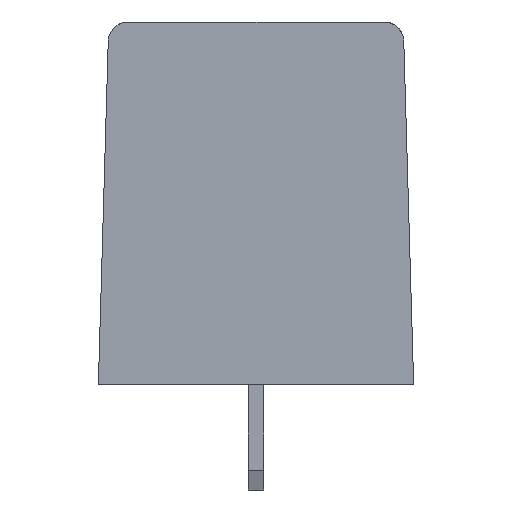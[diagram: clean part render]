
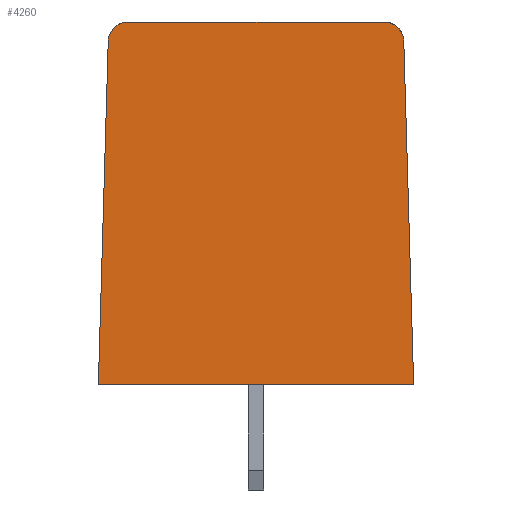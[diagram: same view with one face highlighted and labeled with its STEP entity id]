
A CAD part, left-side view. The second image highlights one B-rep face of the part: STEP entity #4260.
In plain terms, the highlighted planar face has unit normal (-1, 0, 0).
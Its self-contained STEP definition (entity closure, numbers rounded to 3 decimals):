
#4128 = VERTEX_POINT('',#4129);
#4129 = CARTESIAN_POINT('',(-0.625,6.5,18.4));
#4135 = EDGE_CURVE('',#4128,#4136,#4138,.T.);
#4136 = VERTEX_POINT('',#4137);
#4137 = CARTESIAN_POINT('',(-0.625,-6.5,18.4));
#4138 = LINE('',#4139,#4140);
#4139 = CARTESIAN_POINT('',(-0.625,8.,18.4));
#4140 = VECTOR('',#4141,1.);
#4141 = DIRECTION('',(0.,-1.,0.));
#4175 = VERTEX_POINT('',#4176);
#4176 = CARTESIAN_POINT('',(-0.625,7.5,17.429));
#4182 = EDGE_CURVE('',#4175,#4128,#4183,.T.);
#4183 = CIRCLE('',#4184,1.);
#4184 = AXIS2_PLACEMENT_3D('',#4185,#4186,#4187);
#4185 = CARTESIAN_POINT('',(-0.625,6.5,17.4));
#4186 = DIRECTION('',(1.,0.,0.));
#4187 = DIRECTION('',(0.,1.,0.));
#4241 = EDGE_CURVE('',#4136,#4242,#4244,.T.);
#4242 = VERTEX_POINT('',#4243);
#4243 = CARTESIAN_POINT('',(-0.625,-7.5,17.429));
#4244 = CIRCLE('',#4245,1.);
#4245 = AXIS2_PLACEMENT_3D('',#4246,#4247,#4248);
#4246 = CARTESIAN_POINT('',(-0.625,-6.5,17.4));
#4247 = DIRECTION('',(1.,0.,0.));
#4248 = DIRECTION('',(0.,1.,0.));
#4260 = ADVANCED_FACE('',(#4261),#4288,.T.);
#4261 = FACE_BOUND('',#4262,.T.);
#4262 = EDGE_LOOP('',(#4263,#4271,#4279,#4285,#4286,#4287));
#4263 = ORIENTED_EDGE('',*,*,#4264,.F.);
#4264 = EDGE_CURVE('',#4265,#4175,#4267,.T.);
#4265 = VERTEX_POINT('',#4266);
#4266 = CARTESIAN_POINT('',(-0.625,8.,0.));
#4267 = LINE('',#4268,#4269);
#4268 = CARTESIAN_POINT('',(-0.625,7.75,8.714));
#4269 = VECTOR('',#4270,1.);
#4270 = DIRECTION('',(0.,-0.029,1.));
#4271 = ORIENTED_EDGE('',*,*,#4272,.T.);
#4272 = EDGE_CURVE('',#4265,#4273,#4275,.T.);
#4273 = VERTEX_POINT('',#4274);
#4274 = CARTESIAN_POINT('',(-0.625,-8.,0.));
#4275 = LINE('',#4276,#4277);
#4276 = CARTESIAN_POINT('',(-0.625,8.,0.));
#4277 = VECTOR('',#4278,1.);
#4278 = DIRECTION('',(0.,-1.,0.));
#4279 = ORIENTED_EDGE('',*,*,#4280,.F.);
#4280 = EDGE_CURVE('',#4242,#4273,#4281,.T.);
#4281 = LINE('',#4282,#4283);
#4282 = CARTESIAN_POINT('',(-0.625,-7.993,0.229));
#4283 = VECTOR('',#4284,1.);
#4284 = DIRECTION('',(0.,-0.029,-1.));
#4285 = ORIENTED_EDGE('',*,*,#4241,.F.);
#4286 = ORIENTED_EDGE('',*,*,#4135,.F.);
#4287 = ORIENTED_EDGE('',*,*,#4182,.F.);
#4288 = PLANE('',#4289);
#4289 = AXIS2_PLACEMENT_3D('',#4290,#4291,#4292);
#4290 = CARTESIAN_POINT('',(-0.625,8.,0.));
#4291 = DIRECTION('',(-1.,0.,0.));
#4292 = DIRECTION('',(0.,0.,1.));
